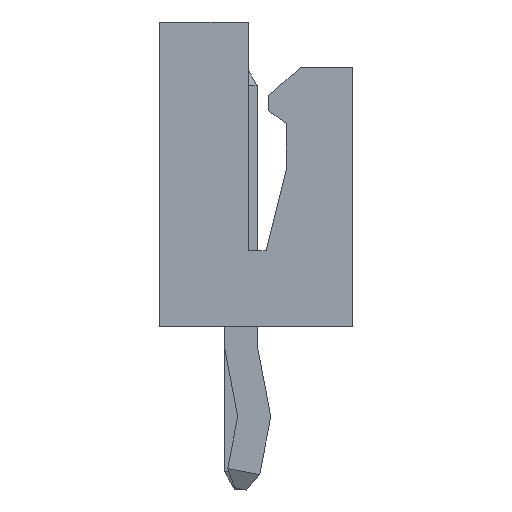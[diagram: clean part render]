
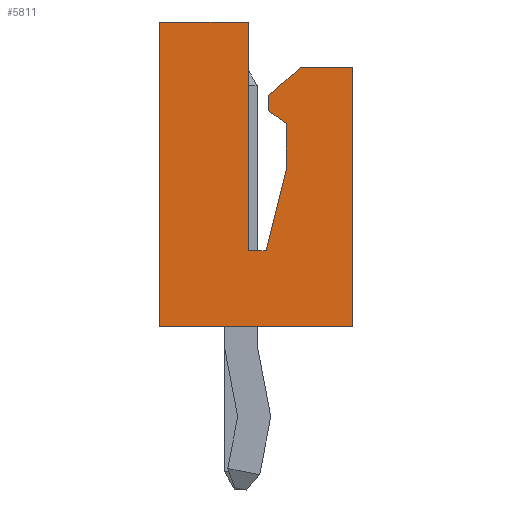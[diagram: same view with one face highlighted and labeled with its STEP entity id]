
A CAD part, left-side view. The second image highlights one B-rep face of the part: STEP entity #5811.
In plain terms, the highlighted planar face has unit normal (-1, 0, 0).
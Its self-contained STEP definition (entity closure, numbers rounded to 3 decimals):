
#420=ORIENTED_EDGE('',*,*,#1451,.F.);
#421=ORIENTED_EDGE('',*,*,#1448,.T.);
#422=ORIENTED_EDGE('',*,*,#1452,.F.);
#423=ORIENTED_EDGE('',*,*,#1414,.F.);
#424=ORIENTED_EDGE('',*,*,#1442,.T.);
#425=ORIENTED_EDGE('',*,*,#1453,.F.);
#426=ORIENTED_EDGE('',*,*,#1454,.F.);
#427=ORIENTED_EDGE('',*,*,#1455,.F.);
#428=ORIENTED_EDGE('',*,*,#1456,.F.);
#429=ORIENTED_EDGE('',*,*,#1457,.F.);
#430=ORIENTED_EDGE('',*,*,#1458,.F.);
#431=ORIENTED_EDGE('',*,*,#1459,.F.);
#1414=EDGE_CURVE('',#1938,#1939,#2362,.T.);
#1442=EDGE_CURVE('',#1938,#1965,#2390,.T.);
#1448=EDGE_CURVE('',#1972,#1971,#2396,.T.);
#1451=EDGE_CURVE('',#1972,#1974,#2399,.T.);
#1452=EDGE_CURVE('',#1939,#1971,#2400,.T.);
#1453=EDGE_CURVE('',#1975,#1965,#2401,.T.);
#1454=EDGE_CURVE('',#1976,#1975,#2402,.T.);
#1455=EDGE_CURVE('',#1977,#1976,#2403,.T.);
#1456=EDGE_CURVE('',#1978,#1977,#2404,.T.);
#1457=EDGE_CURVE('',#1979,#1978,#2405,.T.);
#1458=EDGE_CURVE('',#1980,#1979,#2406,.T.);
#1459=EDGE_CURVE('',#1974,#1980,#2407,.T.);
#1938=VERTEX_POINT('',#7704);
#1939=VERTEX_POINT('',#7706);
#1965=VERTEX_POINT('',#7760);
#1971=VERTEX_POINT('',#7773);
#1972=VERTEX_POINT('',#7775);
#1974=VERTEX_POINT('',#7781);
#1975=VERTEX_POINT('',#7784);
#1976=VERTEX_POINT('',#7786);
#1977=VERTEX_POINT('',#7788);
#1978=VERTEX_POINT('',#7790);
#1979=VERTEX_POINT('',#7792);
#1980=VERTEX_POINT('',#7794);
#2362=LINE('',#7705,#2934);
#2390=LINE('',#7761,#2962);
#2396=LINE('',#7774,#2968);
#2399=LINE('',#7780,#2971);
#2400=LINE('',#7782,#2972);
#2401=LINE('',#7783,#2973);
#2402=LINE('',#7785,#2974);
#2403=LINE('',#7787,#2975);
#2404=LINE('',#7789,#2976);
#2405=LINE('',#7791,#2977);
#2406=LINE('',#7793,#2978);
#2407=LINE('',#7795,#2979);
#2934=VECTOR('',#6590,1000.);
#2962=VECTOR('',#6620,1000.);
#2968=VECTOR('',#6628,1000.);
#2971=VECTOR('',#6633,1000.);
#2972=VECTOR('',#6634,1000.);
#2973=VECTOR('',#6635,1000.);
#2974=VECTOR('',#6636,1000.);
#2975=VECTOR('',#6637,1000.);
#2976=VECTOR('',#6638,1000.);
#2977=VECTOR('',#6639,1000.);
#2978=VECTOR('',#6640,1000.);
#2979=VECTOR('',#6641,1000.);
#3413=EDGE_LOOP('',(#420,#421,#422,#423,#424,#425,#426,#427,#428,#429,#430,
#431));
#3663=FACE_BOUND('',#3413,.T.);
#3905=PLANE('',#6078);
#5811=ADVANCED_FACE('',(#3663),#3905,.T.);
#6078=AXIS2_PLACEMENT_3D('',#7779,#6631,#6632);
#6590=DIRECTION('',(0.,1.,0.));
#6620=DIRECTION('',(0.,0.,1.));
#6628=DIRECTION('',(0.,1.,0.));
#6631=DIRECTION('',(-1.,0.,0.));
#6632=DIRECTION('',(0.,0.,1.));
#6633=DIRECTION('',(0.,0.,-1.));
#6634=DIRECTION('',(0.,0.,1.));
#6635=DIRECTION('',(0.,-1.,0.));
#6636=DIRECTION('',(0.,-0.748,0.664));
#6637=DIRECTION('',(0.,0.,1.));
#6638=DIRECTION('',(0.,0.814,0.581));
#6639=DIRECTION('',(0.,0.,1.));
#6640=DIRECTION('',(0.,-0.243,0.97));
#6641=DIRECTION('',(0.,-1.,0.));
#7704=CARTESIAN_POINT('',(-8.75,-1.9,-3.));
#7705=CARTESIAN_POINT('',(-8.75,-1.9,-3.));
#7706=CARTESIAN_POINT('',(-8.75,1.9,-3.));
#7760=CARTESIAN_POINT('',(-8.75,-1.9,2.1));
#7761=CARTESIAN_POINT('',(-8.75,-1.9,-3.));
#7773=CARTESIAN_POINT('',(-8.75,1.9,3.));
#7774=CARTESIAN_POINT('',(-8.75,-1.9,3.));
#7775=CARTESIAN_POINT('',(-8.75,0.15,3.));
#7779=CARTESIAN_POINT('',(-8.75,-1.9,-3.));
#7780=CARTESIAN_POINT('',(-8.75,0.15,-1.5));
#7781=CARTESIAN_POINT('',(-8.75,0.15,-1.5));
#7782=CARTESIAN_POINT('',(-8.75,1.9,-3.));
#7783=CARTESIAN_POINT('',(-8.75,-0.87,2.1));
#7784=CARTESIAN_POINT('',(-8.75,-0.87,2.1));
#7785=CARTESIAN_POINT('',(-8.75,-0.25,1.55));
#7786=CARTESIAN_POINT('',(-8.75,-0.25,1.55));
#7787=CARTESIAN_POINT('',(-8.75,-0.25,1.55));
#7788=CARTESIAN_POINT('',(-8.75,-0.25,1.25));
#7789=CARTESIAN_POINT('',(-8.75,-0.25,1.25));
#7790=CARTESIAN_POINT('',(-8.75,-0.6,1.));
#7791=CARTESIAN_POINT('',(-8.75,-0.6,1.));
#7792=CARTESIAN_POINT('',(-8.75,-0.6,0.1));
#7793=CARTESIAN_POINT('',(-8.75,-0.2,-1.5));
#7794=CARTESIAN_POINT('',(-8.75,-0.2,-1.5));
#7795=CARTESIAN_POINT('',(-8.75,0.15,-1.5));
